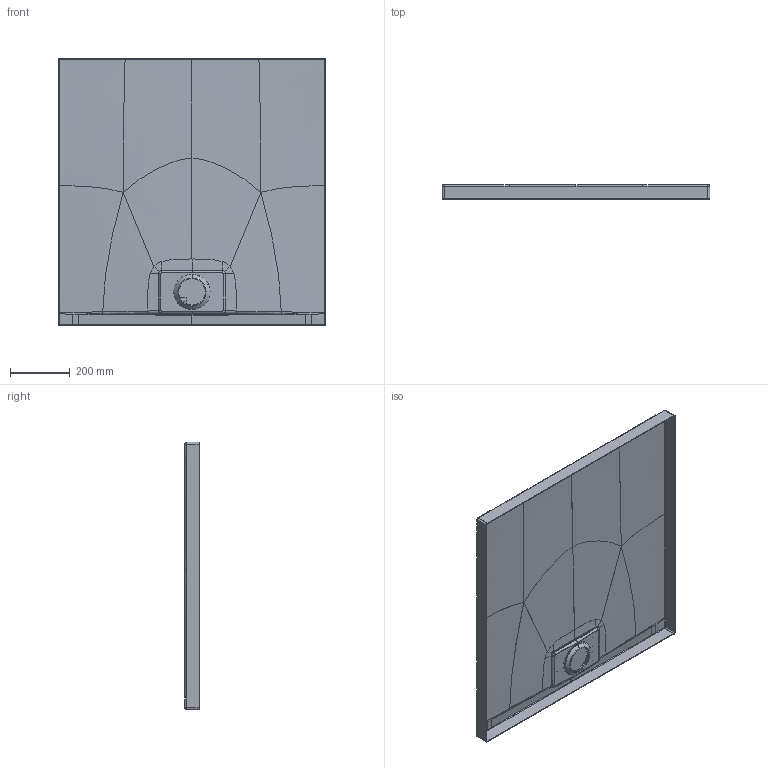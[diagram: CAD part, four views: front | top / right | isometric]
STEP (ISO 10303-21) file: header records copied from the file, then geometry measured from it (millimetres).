
FILE_DESCRIPTION((''),'2;1');
FILE_NAME('UDA1090ARA248_ARCHITECTURA_META_ASM','2022-07-12T13:26:57',('GrootJ'),('Villeroy & Boch Wellness bv'),'CREO PARAMETRIC BY PTC INC, 2020454','CREO PARAMETRIC BY PTC INC, 2020454','');
FILE_SCHEMA(('CONFIG_CONTROL_DESIGN'));
Products named in the file (6): G0500027_22; G0500024_69; G0500026_ASM_11_ASM; METALRIM_COVER_GEPLAATST120722_ASM; METALRIM-LOGO_12072022; UDA1090ARA248_ARCHITECTURA_META_ASM
Assembly tree (5 placements, depth 4):
  UDA1090ARA248_ARCHITECTURA_META_ASM
    METALRIM_COVER_GEPLAATST120722_ASM
      G0500026_ASM_11_ASM
        G0500027_22
        G0500024_69
    METALRIM-LOGO_12072022
Bounding box: 900 x 48 x 900 mm (x, y, z)
Volume: 119920.3 mm3; surface area: 2049944.8 mm2
Topology: 30 solids, 31 shells, 1179 faces, 3066 edges, 1916 vertices
Faces by surface type: plane 422, extrusion 237, cylinder 177, bspline 171, cone 114, sphere 36, torus 22
Entity records: 50111 total; most frequent: CARTESIAN_POINT 24036, ORIENTED_EDGE 6092, DIRECTION 4064, EDGE_CURVE 3047, VERTEX_POINT 1918, VECTOR 1552, B_SPLINE_CURVE_WITH_KNOTS 1498, LINE 1315
